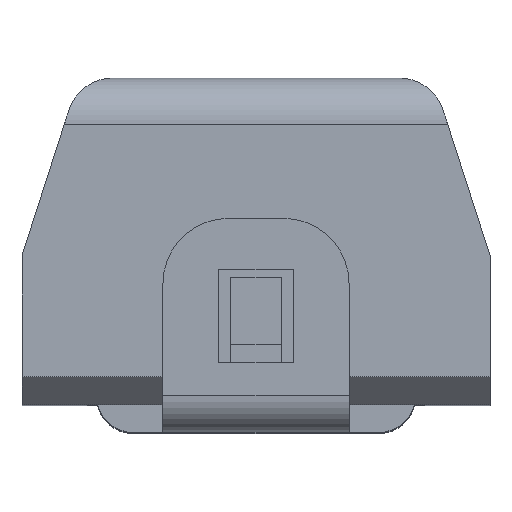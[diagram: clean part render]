
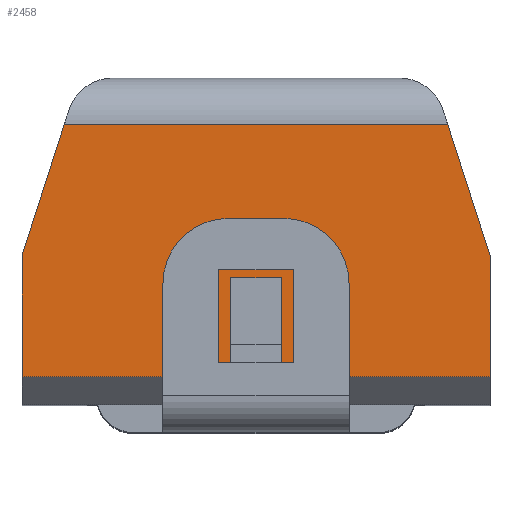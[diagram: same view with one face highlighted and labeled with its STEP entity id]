
A CAD part, top view. The second image highlights one B-rep face of the part: STEP entity #2458.
In plain terms, the highlighted planar face has unit normal (0, 0, 1).
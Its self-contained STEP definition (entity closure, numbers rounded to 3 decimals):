
#46 = VERTEX_POINT ( 'NONE', #3687 ) ;
#117 = LINE ( 'NONE', #2819, #7789 ) ;
#316 = CARTESIAN_POINT ( 'NONE',  ( -0.27, 1.36, 4.565 ) ) ;
#400 = FACE_OUTER_BOUND ( 'NONE', #3236, .T. ) ;
#421 = CARTESIAN_POINT ( 'NONE',  ( 2.515, 0., 4.565 ) ) ;
#453 = ORIENTED_EDGE ( 'NONE', *, *, #3072, .T. ) ;
#599 = CARTESIAN_POINT ( 'NONE',  ( -1.9, 3.01, 4.565 ) ) ;
#706 = LINE ( 'NONE', #1469, #908 ) ;
#876 = EDGE_CURVE ( 'NONE', #3437, #8603, #7900, .T. ) ;
#908 = VECTOR ( 'NONE', #2714, 1000. ) ;
#935 = CARTESIAN_POINT ( 'NONE',  ( 2.515, 1.6, 4.565 ) ) ;
#1098 = ORIENTED_EDGE ( 'NONE', *, *, #876, .T. ) ;
#1187 = LINE ( 'NONE', #421, #7721 ) ;
#1201 = VECTOR ( 'NONE', #7532, 1000. ) ;
#1312 = LINE ( 'NONE', #599, #3776 ) ;
#1345 = CARTESIAN_POINT ( 'NONE',  ( -0.27, 1.36, 4.565 ) ) ;
#1469 = CARTESIAN_POINT ( 'NONE',  ( -2.515, 1.6, 4.565 ) ) ;
#1527 = ORIENTED_EDGE ( 'NONE', *, *, #8184, .T. ) ;
#1536 = VERTEX_POINT ( 'NONE', #1933 ) ;
#1599 = CARTESIAN_POINT ( 'NONE',  ( -0.27, 0.45, 4.565 ) ) ;
#1642 = CARTESIAN_POINT ( 'NONE',  ( 2.515, 0.3, 4.565 ) ) ;
#1676 = DIRECTION ( 'NONE',  ( 0., -1., 0. ) ) ;
#1695 = ORIENTED_EDGE ( 'NONE', *, *, #5494, .T. ) ;
#1711 = DIRECTION ( 'NONE',  ( -1., 0., 0. ) ) ;
#1901 = VERTEX_POINT ( 'NONE', #5189 ) ;
#1933 = CARTESIAN_POINT ( 'NONE',  ( 2.515, 1.6, 4.565 ) ) ;
#2145 = LINE ( 'NONE', #2743, #6512 ) ;
#2310 = CARTESIAN_POINT ( 'NONE',  ( -0.27, 1.36, 4.565 ) ) ;
#2458 = ADVANCED_FACE ( 'NONE', ( #6216, #400 ), #7691, .T. ) ;
#2585 = VECTOR ( 'NONE', #1711, 1000. ) ;
#2648 = LINE ( 'NONE', #4307, #4719 ) ;
#2686 = EDGE_LOOP ( 'NONE', ( #6134, #1527, #1098, #5285 ) ) ;
#2714 = DIRECTION ( 'NONE',  ( -0.306, -0.952, 0. ) ) ;
#2743 = CARTESIAN_POINT ( 'NONE',  ( 0.27, 1.36, 4.565 ) ) ;
#2819 = CARTESIAN_POINT ( 'NONE',  ( 2.515, 0.3, 4.565 ) ) ;
#2855 = EDGE_CURVE ( 'NONE', #4274, #4511, #7049, .T. ) ;
#2949 = DIRECTION ( 'NONE',  ( 0., 1., 0. ) ) ;
#2964 = CARTESIAN_POINT ( 'NONE',  ( 2.061, 3.01, 4.565 ) ) ;
#3072 = EDGE_CURVE ( 'NONE', #3480, #1536, #1187, .T. ) ;
#3143 = ORIENTED_EDGE ( 'NONE', *, *, #7040, .T. ) ;
#3236 = EDGE_LOOP ( 'NONE', ( #3143, #3690, #3822, #1695, #8544, #453 ) ) ;
#3386 = CARTESIAN_POINT ( 'NONE',  ( 0.27, 0.45, 4.565 ) ) ;
#3406 = LINE ( 'NONE', #316, #6762 ) ;
#3437 = VERTEX_POINT ( 'NONE', #2310 ) ;
#3480 = VERTEX_POINT ( 'NONE', #1642 ) ;
#3687 = CARTESIAN_POINT ( 'NONE',  ( -2.515, 1.6, 4.565 ) ) ;
#3690 = ORIENTED_EDGE ( 'NONE', *, *, #5142, .T. ) ;
#3776 = VECTOR ( 'NONE', #5232, 1000. ) ;
#3822 = ORIENTED_EDGE ( 'NONE', *, *, #6884, .T. ) ;
#3888 = DIRECTION ( 'NONE',  ( 0., 1., 0. ) ) ;
#3898 = VERTEX_POINT ( 'NONE', #5689 ) ;
#4274 = VERTEX_POINT ( 'NONE', #3386 ) ;
#4307 = CARTESIAN_POINT ( 'NONE',  ( -2.515, 0., 4.565 ) ) ;
#4340 = EDGE_CURVE ( 'NONE', #3898, #3480, #117, .T. ) ;
#4511 = VERTEX_POINT ( 'NONE', #5183 ) ;
#4719 = VECTOR ( 'NONE', #1676, 1000. ) ;
#4831 = DIRECTION ( 'NONE',  ( 0., -1., 0. ) ) ;
#5141 = DIRECTION ( 'NONE',  ( 0., 0., 1. ) ) ;
#5142 = EDGE_CURVE ( 'NONE', #5483, #1901, #1312, .T. ) ;
#5183 = CARTESIAN_POINT ( 'NONE',  ( -0.27, 0.45, 4.565 ) ) ;
#5189 = CARTESIAN_POINT ( 'NONE',  ( -2.061, 3.01, 4.565 ) ) ;
#5232 = DIRECTION ( 'NONE',  ( -1., 0., 0. ) ) ;
#5285 = ORIENTED_EDGE ( 'NONE', *, *, #6990, .T. ) ;
#5483 = VERTEX_POINT ( 'NONE', #2964 ) ;
#5494 = EDGE_CURVE ( 'NONE', #46, #3898, #2648, .T. ) ;
#5689 = CARTESIAN_POINT ( 'NONE',  ( -2.515, 0.3, 4.565 ) ) ;
#6134 = ORIENTED_EDGE ( 'NONE', *, *, #2855, .T. ) ;
#6216 = FACE_BOUND ( 'NONE', #2686, .T. ) ;
#6488 = DIRECTION ( 'NONE',  ( 1., 0., 0. ) ) ;
#6512 = VECTOR ( 'NONE', #4831, 1000. ) ;
#6762 = VECTOR ( 'NONE', #2949, 1000. ) ;
#6798 = CARTESIAN_POINT ( 'NONE',  ( 0.27, 1.36, 4.565 ) ) ;
#6884 = EDGE_CURVE ( 'NONE', #1901, #46, #706, .T. ) ;
#6990 = EDGE_CURVE ( 'NONE', #8603, #4274, #2145, .T. ) ;
#7029 = AXIS2_PLACEMENT_3D ( 'NONE', #8355, #5141, #6488 ) ;
#7040 = EDGE_CURVE ( 'NONE', #1536, #5483, #8153, .T. ) ;
#7049 = LINE ( 'NONE', #1599, #2585 ) ;
#7282 = DIRECTION ( 'NONE',  ( 1., 0., 0. ) ) ;
#7393 = VECTOR ( 'NONE', #7282, 1000. ) ;
#7532 = DIRECTION ( 'NONE',  ( -0.306, 0.952, 0. ) ) ;
#7691 = PLANE ( 'NONE',  #7029 ) ;
#7721 = VECTOR ( 'NONE', #3888, 1000. ) ;
#7789 = VECTOR ( 'NONE', #8022, 1000. ) ;
#7900 = LINE ( 'NONE', #1345, #7393 ) ;
#8022 = DIRECTION ( 'NONE',  ( 1., 0., 0. ) ) ;
#8153 = LINE ( 'NONE', #935, #1201 ) ;
#8184 = EDGE_CURVE ( 'NONE', #4511, #3437, #3406, .T. ) ;
#8355 = CARTESIAN_POINT ( 'NONE',  ( 0., 0., 4.565 ) ) ;
#8544 = ORIENTED_EDGE ( 'NONE', *, *, #4340, .T. ) ;
#8603 = VERTEX_POINT ( 'NONE', #6798 ) ;
